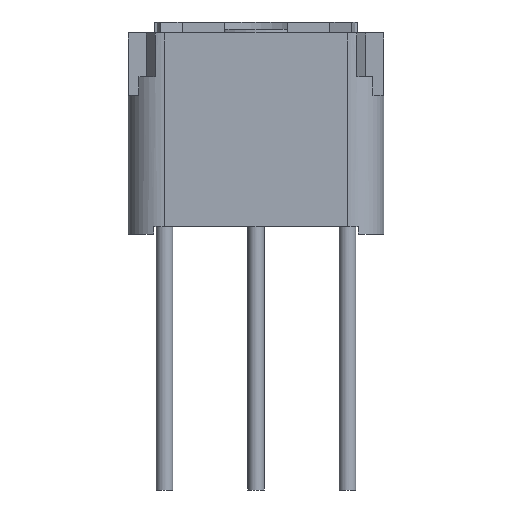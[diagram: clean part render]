
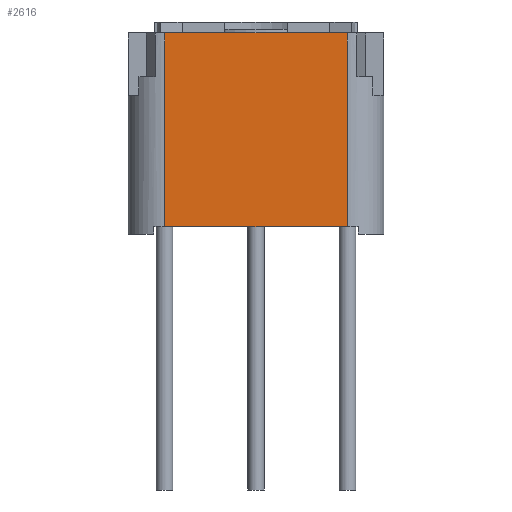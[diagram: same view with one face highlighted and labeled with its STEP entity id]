
A CAD part, front view. The second image highlights one B-rep face of the part: STEP entity #2616.
In plain terms, the highlighted planar face has unit normal (0, -1, 0).
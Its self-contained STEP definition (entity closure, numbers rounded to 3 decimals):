
#128=LINE('',#4669,#433);
#188=LINE('',#4851,#493);
#197=LINE('',#4879,#502);
#221=LINE('',#4934,#526);
#433=VECTOR('',#3904,1000.);
#493=VECTOR('',#4032,1000.);
#502=VECTOR('',#4055,1000.);
#526=VECTOR('',#4103,1000.);
#963=ORIENTED_EDGE('',*,*,#1600,.T.);
#964=ORIENTED_EDGE('',*,*,#1644,.T.);
#965=ORIENTED_EDGE('',*,*,#1615,.F.);
#966=ORIENTED_EDGE('',*,*,#1510,.F.);
#1510=EDGE_CURVE('',#1872,#1873,#128,.T.);
#1600=EDGE_CURVE('',#1872,#1960,#188,.T.);
#1615=EDGE_CURVE('',#1873,#1973,#197,.T.);
#1644=EDGE_CURVE('',#1960,#1973,#221,.T.);
#1872=VERTEX_POINT('',#4668);
#1873=VERTEX_POINT('',#4670);
#1960=VERTEX_POINT('',#4850);
#1973=VERTEX_POINT('',#4880);
#2204=EDGE_LOOP('',(#963,#964,#965,#966));
#2359=FACE_BOUND('',#2204,.T.);
#2502=PLANE('',#3633);
#2616=ADVANCED_FACE('',(#2359),#2502,.F.);
#3633=AXIS2_PLACEMENT_3D('',#4933,#4101,#4102);
#3904=DIRECTION('',(1.,0.,0.));
#4032=DIRECTION('',(0.,0.,-1.));
#4055=DIRECTION('',(0.,0.,-1.));
#4101=DIRECTION('',(0.,1.,0.));
#4102=DIRECTION('',(0.,0.,1.));
#4103=DIRECTION('',(1.,0.,0.));
#4668=CARTESIAN_POINT('',(-2.5,-3.5,5.5));
#4669=CARTESIAN_POINT('',(-2.5,-3.5,5.5));
#4670=CARTESIAN_POINT('',(2.5,-3.5,5.5));
#4850=CARTESIAN_POINT('',(-2.5,-3.5,0.2));
#4851=CARTESIAN_POINT('',(-2.5,-3.5,5.5));
#4879=CARTESIAN_POINT('',(2.5,-3.5,5.5));
#4880=CARTESIAN_POINT('',(2.5,-3.5,0.2));
#4933=CARTESIAN_POINT('',(-2.5,-3.5,5.5));
#4934=CARTESIAN_POINT('',(-2.5,-3.5,0.2));
